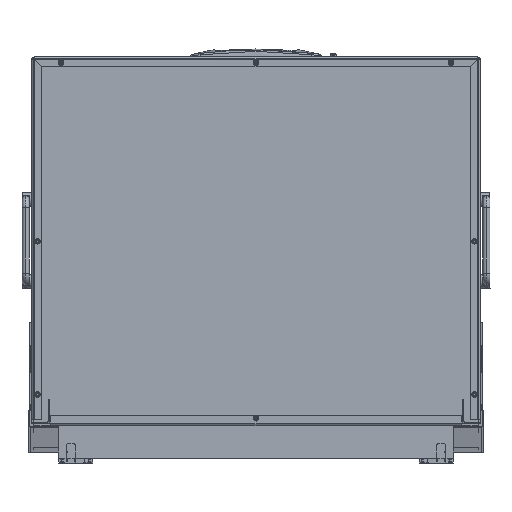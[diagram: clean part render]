
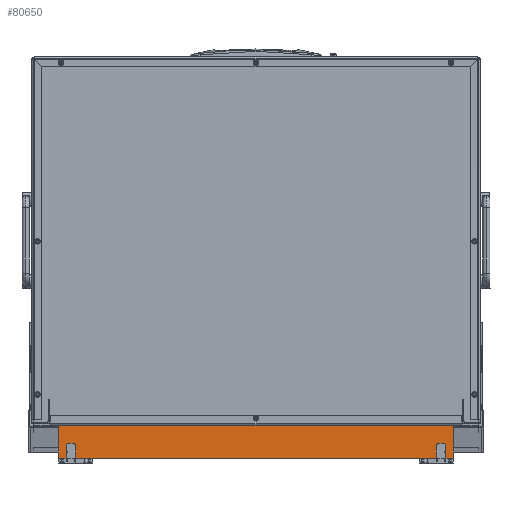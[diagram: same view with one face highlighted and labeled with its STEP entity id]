
A CAD part, front view. The second image highlights one B-rep face of the part: STEP entity #80650.
In plain terms, the highlighted planar face has unit normal (0, -1, 0).
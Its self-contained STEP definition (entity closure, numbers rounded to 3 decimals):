
#575 = LINE ( 'NONE', #20574, #17677 ) ;
#1164 = EDGE_CURVE ( 'NONE', #70520, #71650, #69350, .T. ) ;
#1728 = DIRECTION ( 'NONE',  ( 0., 0., -1. ) ) ;
#1757 = CARTESIAN_POINT ( 'NONE',  ( -230., -4., 2. ) ) ;
#2438 = CARTESIAN_POINT ( 'NONE',  ( 230., -4., 2. ) ) ;
#2539 = DIRECTION ( 'NONE',  ( 0., -1., 0. ) ) ;
#2879 = ORIENTED_EDGE ( 'NONE', *, *, #76565, .T. ) ;
#3259 = CIRCLE ( 'NONE', #58796, 3. ) ;
#3355 = VERTEX_POINT ( 'NONE', #54832 ) ;
#3721 = ORIENTED_EDGE ( 'NONE', *, *, #77363, .T. ) ;
#4169 = CARTESIAN_POINT ( 'NONE',  ( -242., -4., 20. ) ) ;
#4187 = CARTESIAN_POINT ( 'NONE',  ( 233., -4., 20. ) ) ;
#6415 = VERTEX_POINT ( 'NONE', #10892 ) ;
#6781 = VECTOR ( 'NONE', #81518, 1000. ) ;
#7593 = AXIS2_PLACEMENT_3D ( 'NONE', #68712, #35652, #1728 ) ;
#8125 = EDGE_LOOP ( 'NONE', ( #2879, #24890, #34924, #28139, #26203, #62498, #3721, #57080, #34681, #56289, #57846, #32708, #19550, #37326, #83541, #65554 ) ) ;
#9900 = DIRECTION ( 'NONE',  ( 0., 1., 0. ) ) ;
#10730 = LINE ( 'NONE', #4187, #19125 ) ;
#10830 = VERTEX_POINT ( 'NONE', #69384 ) ;
#10892 = CARTESIAN_POINT ( 'NONE',  ( -233., -4., 5. ) ) ;
#11810 = CARTESIAN_POINT ( 'NONE',  ( 224., -4., 5. ) ) ;
#13178 = DIRECTION ( 'NONE',  ( 1., 0., 0. ) ) ;
#16456 = CARTESIAN_POINT ( 'NONE',  ( 242., -4., -20. ) ) ;
#16892 = VECTOR ( 'NONE', #40942, 1000. ) ;
#17664 = CARTESIAN_POINT ( 'NONE',  ( -221., -4., 20. ) ) ;
#17677 = VECTOR ( 'NONE', #72769, 1000. ) ;
#17737 = CARTESIAN_POINT ( 'NONE',  ( -221., -4., 5. ) ) ;
#18743 = CARTESIAN_POINT ( 'NONE',  ( 221., -4., 20. ) ) ;
#18939 = VERTEX_POINT ( 'NONE', #81846 ) ;
#19125 = VECTOR ( 'NONE', #55533, 1000. ) ;
#19344 = VERTEX_POINT ( 'NONE', #29144 ) ;
#19550 = ORIENTED_EDGE ( 'NONE', *, *, #28938, .T. ) ;
#20574 = CARTESIAN_POINT ( 'NONE',  ( 242., -4., 20. ) ) ;
#20643 = VERTEX_POINT ( 'NONE', #85588 ) ;
#21352 = LINE ( 'NONE', #47919, #76917 ) ;
#21998 = LINE ( 'NONE', #48532, #66034 ) ;
#22300 = CARTESIAN_POINT ( 'NONE',  ( -230., -4., 2. ) ) ;
#22903 = VECTOR ( 'NONE', #71990, 1000. ) ;
#23047 = VERTEX_POINT ( 'NONE', #52456 ) ;
#24890 = ORIENTED_EDGE ( 'NONE', *, *, #28842, .F. ) ;
#26203 = ORIENTED_EDGE ( 'NONE', *, *, #77940, .F. ) ;
#27130 = CIRCLE ( 'NONE', #77167, 3. ) ;
#28139 = ORIENTED_EDGE ( 'NONE', *, *, #39309, .F. ) ;
#28842 = EDGE_CURVE ( 'NONE', #71650, #23047, #59334, .T. ) ;
#28938 = EDGE_CURVE ( 'NONE', #36626, #80815, #51985, .T. ) ;
#29144 = CARTESIAN_POINT ( 'NONE',  ( 224., -4., 2. ) ) ;
#30715 = EDGE_CURVE ( 'NONE', #34347, #20643, #33060, .T. ) ;
#31372 = CARTESIAN_POINT ( 'NONE',  ( -233., -4., 20. ) ) ;
#32708 = ORIENTED_EDGE ( 'NONE', *, *, #64371, .F. ) ;
#33060 = LINE ( 'NONE', #18743, #67680 ) ;
#33317 = CIRCLE ( 'NONE', #81916, 3. ) ;
#33896 = AXIS2_PLACEMENT_3D ( 'NONE', #16456, #2539, #42991 ) ;
#34347 = VERTEX_POINT ( 'NONE', #59890 ) ;
#34681 = ORIENTED_EDGE ( 'NONE', *, *, #81313, .T. ) ;
#34924 = ORIENTED_EDGE ( 'NONE', *, *, #1164, .F. ) ;
#35589 = FACE_OUTER_BOUND ( 'NONE', #8125, .T. ) ;
#35652 = DIRECTION ( 'NONE',  ( 0., 1., 0. ) ) ;
#36422 = DIRECTION ( 'NONE',  ( 0., 0., 1. ) ) ;
#36626 = VERTEX_POINT ( 'NONE', #17664 ) ;
#36746 = VECTOR ( 'NONE', #45473, 1000. ) ;
#37326 = ORIENTED_EDGE ( 'NONE', *, *, #53125, .T. ) ;
#37664 = LINE ( 'NONE', #4169, #59939 ) ;
#38359 = DIRECTION ( 'NONE',  ( 0., 1., 0. ) ) ;
#38361 = EDGE_CURVE ( 'NONE', #70635, #6415, #71494, .T. ) ;
#39309 = EDGE_CURVE ( 'NONE', #3355, #70520, #21352, .T. ) ;
#40942 = DIRECTION ( 'NONE',  ( -1., 0., 0. ) ) ;
#41037 = CARTESIAN_POINT ( 'NONE',  ( -224., -4., 5. ) ) ;
#41895 = DIRECTION ( 'NONE',  ( 0., 0., -1. ) ) ;
#42140 = PLANE ( 'NONE',  #33896 ) ;
#42161 = EDGE_CURVE ( 'NONE', #82534, #48335, #27130, .T. ) ;
#42991 = DIRECTION ( 'NONE',  ( 0., 0., -1. ) ) ;
#45473 = DIRECTION ( 'NONE',  ( 0., 0., -1. ) ) ;
#45701 = DIRECTION ( 'NONE',  ( 0., 0., 1. ) ) ;
#47919 = CARTESIAN_POINT ( 'NONE',  ( -242., -4., -20. ) ) ;
#48085 = CARTESIAN_POINT ( 'NONE',  ( -242., -4., 20. ) ) ;
#48335 = VERTEX_POINT ( 'NONE', #79762 ) ;
#48532 = CARTESIAN_POINT ( 'NONE',  ( -242., -4., 20. ) ) ;
#51985 = LINE ( 'NONE', #78499, #36746 ) ;
#52456 = CARTESIAN_POINT ( 'NONE',  ( -233., -4., 20. ) ) ;
#53125 = EDGE_CURVE ( 'NONE', #80815, #18939, #3259, .T. ) ;
#54736 = CARTESIAN_POINT ( 'NONE',  ( 233., -4., 5. ) ) ;
#54832 = CARTESIAN_POINT ( 'NONE',  ( 242., -4., -20. ) ) ;
#55533 = DIRECTION ( 'NONE',  ( 0., 0., -1. ) ) ;
#55797 = EDGE_CURVE ( 'NONE', #19344, #34347, #33317, .T. ) ;
#56289 = ORIENTED_EDGE ( 'NONE', *, *, #55797, .T. ) ;
#56993 = EDGE_CURVE ( 'NONE', #18939, #70635, #60899, .T. ) ;
#57080 = ORIENTED_EDGE ( 'NONE', *, *, #42161, .T. ) ;
#57846 = ORIENTED_EDGE ( 'NONE', *, *, #30715, .T. ) ;
#58700 = EDGE_CURVE ( 'NONE', #73999, #10830, #37664, .T. ) ;
#58796 = AXIS2_PLACEMENT_3D ( 'NONE', #41037, #80991, #41895 ) ;
#58902 = CARTESIAN_POINT ( 'NONE',  ( -242., -4., 20. ) ) ;
#59123 = CARTESIAN_POINT ( 'NONE',  ( 233., -4., 20. ) ) ;
#59305 = VECTOR ( 'NONE', #64406, 1000. ) ;
#59334 = LINE ( 'NONE', #58902, #22903 ) ;
#59890 = CARTESIAN_POINT ( 'NONE',  ( 221., -4., 5. ) ) ;
#59939 = VECTOR ( 'NONE', #13178, 1000. ) ;
#60899 = LINE ( 'NONE', #1757, #16892 ) ;
#62014 = LINE ( 'NONE', #2438, #85313 ) ;
#62498 = ORIENTED_EDGE ( 'NONE', *, *, #58700, .F. ) ;
#64371 = EDGE_CURVE ( 'NONE', #36626, #20643, #21998, .T. ) ;
#64406 = DIRECTION ( 'NONE',  ( 0., 0., 1. ) ) ;
#65554 = ORIENTED_EDGE ( 'NONE', *, *, #38361, .T. ) ;
#66034 = VECTOR ( 'NONE', #75909, 1000. ) ;
#66283 = CARTESIAN_POINT ( 'NONE',  ( -242., -4., -20. ) ) ;
#67680 = VECTOR ( 'NONE', #45701, 1000. ) ;
#68712 = CARTESIAN_POINT ( 'NONE',  ( -230., -4., 5. ) ) ;
#68769 = DIRECTION ( 'NONE',  ( -1., 0., 0. ) ) ;
#69350 = LINE ( 'NONE', #48085, #6781 ) ;
#69384 = CARTESIAN_POINT ( 'NONE',  ( 242., -4., 20. ) ) ;
#69476 = CARTESIAN_POINT ( 'NONE',  ( 230., -4., 5. ) ) ;
#70520 = VERTEX_POINT ( 'NONE', #66283 ) ;
#70635 = VERTEX_POINT ( 'NONE', #22300 ) ;
#70943 = LINE ( 'NONE', #31372, #59305 ) ;
#71494 = CIRCLE ( 'NONE', #7593, 3. ) ;
#71650 = VERTEX_POINT ( 'NONE', #83233 ) ;
#71830 = DIRECTION ( 'NONE',  ( 0., 0., 1. ) ) ;
#71990 = DIRECTION ( 'NONE',  ( 1., 0., 0. ) ) ;
#72769 = DIRECTION ( 'NONE',  ( 0., 0., -1. ) ) ;
#73999 = VERTEX_POINT ( 'NONE', #59123 ) ;
#75909 = DIRECTION ( 'NONE',  ( 1., 0., 0. ) ) ;
#76565 = EDGE_CURVE ( 'NONE', #6415, #23047, #70943, .T. ) ;
#76917 = VECTOR ( 'NONE', #68769, 1000. ) ;
#77167 = AXIS2_PLACEMENT_3D ( 'NONE', #69476, #9900, #36422 ) ;
#77363 = EDGE_CURVE ( 'NONE', #73999, #82534, #10730, .T. ) ;
#77628 = DIRECTION ( 'NONE',  ( -1., 0., 0. ) ) ;
#77940 = EDGE_CURVE ( 'NONE', #10830, #3355, #575, .T. ) ;
#78499 = CARTESIAN_POINT ( 'NONE',  ( -221., -4., 20. ) ) ;
#79762 = CARTESIAN_POINT ( 'NONE',  ( 230., -4., 2. ) ) ;
#80650 = ADVANCED_FACE ( 'NONE', ( #35589 ), #42140, .T. ) ;
#80815 = VERTEX_POINT ( 'NONE', #17737 ) ;
#80991 = DIRECTION ( 'NONE',  ( 0., 1., 0. ) ) ;
#81313 = EDGE_CURVE ( 'NONE', #48335, #19344, #62014, .T. ) ;
#81518 = DIRECTION ( 'NONE',  ( 0., 0., 1. ) ) ;
#81846 = CARTESIAN_POINT ( 'NONE',  ( -224., -4., 2. ) ) ;
#81916 = AXIS2_PLACEMENT_3D ( 'NONE', #11810, #38359, #71830 ) ;
#82534 = VERTEX_POINT ( 'NONE', #54736 ) ;
#83233 = CARTESIAN_POINT ( 'NONE',  ( -242., -4., 20. ) ) ;
#83541 = ORIENTED_EDGE ( 'NONE', *, *, #56993, .T. ) ;
#85313 = VECTOR ( 'NONE', #77628, 1000. ) ;
#85588 = CARTESIAN_POINT ( 'NONE',  ( 221., -4., 20. ) ) ;
